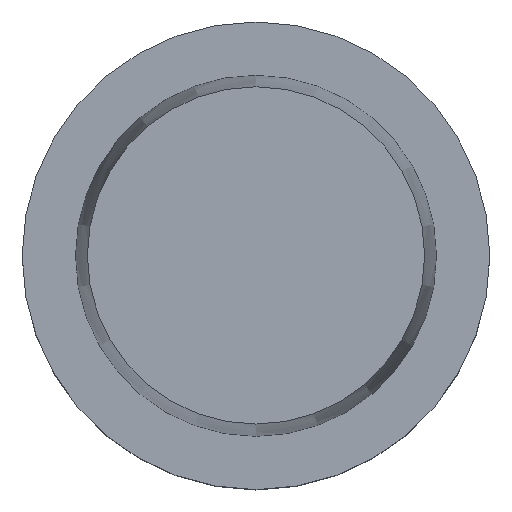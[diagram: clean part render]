
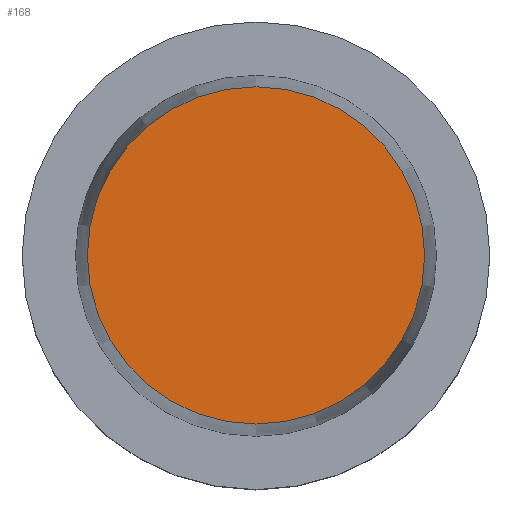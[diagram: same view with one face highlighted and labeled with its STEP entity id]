
A CAD part, top view. The second image highlights one B-rep face of the part: STEP entity #168.
In plain terms, the highlighted planar face has unit normal (0, 0, 1).
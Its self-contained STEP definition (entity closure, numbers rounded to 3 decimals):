
#168=ADVANCED_FACE('Unnamed[1]',(#355),#356,.T.);
#175=EDGE_CURVE('Unnamed[1]',#366,#366,#367,.T.);
#355=FACE_OUTER_BOUND('',#587,.T.);
#356=PLANE('',#588);
#366=VERTEX_POINT('',#601);
#367=CIRCLE('',#602,22.715);
#587=EDGE_LOOP('',(#800));
#588=AXIS2_PLACEMENT_3D('',#801,#802,#803);
#601=CARTESIAN_POINT('',(0.,22.715,32.0));
#602=AXIS2_PLACEMENT_3D('',#813,#814,#815);
#800=ORIENTED_EDGE('',*,*,#175,.T.);
#801=CARTESIAN_POINT('',(0.,11.358,32.0));
#802=DIRECTION('',(0.,0.,1.0));
#803=DIRECTION('',(0.,1.0,0.));
#813=CARTESIAN_POINT('',(0.,0.,32.0));
#814=DIRECTION('',(0.,0.,1.0));
#815=DIRECTION('',(0.,1.0,0.));
